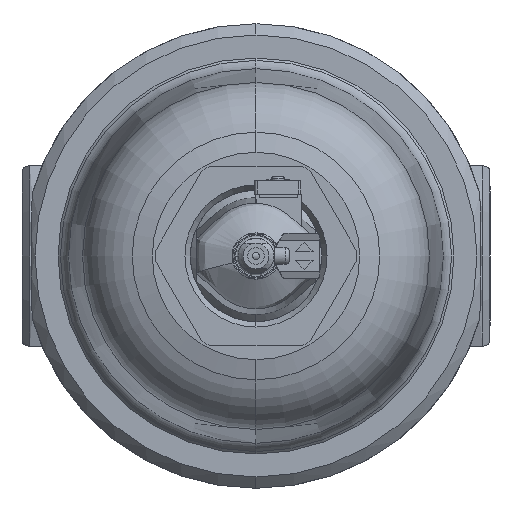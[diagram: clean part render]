
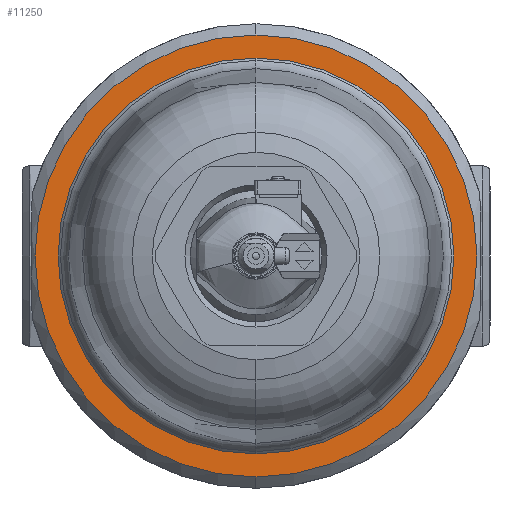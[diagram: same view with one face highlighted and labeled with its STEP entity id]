
A CAD part, front view. The second image highlights one B-rep face of the part: STEP entity #11250.
In plain terms, the highlighted planar face has unit normal (0, -1, 0).
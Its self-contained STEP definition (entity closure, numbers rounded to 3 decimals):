
#307 = VERTEX_POINT ( 'NONE', #6804 ) ;
#319 = CIRCLE ( 'NONE', #8975, 98.6 ) ;
#539 = CARTESIAN_POINT ( 'NONE',  ( 0., -88., 88.315 ) ) ;
#784 = AXIS2_PLACEMENT_3D ( 'NONE', #3302, #12803, #9734 ) ;
#1632 = AXIS2_PLACEMENT_3D ( 'NONE', #6142, #3033, #10275 ) ;
#2149 = VERTEX_POINT ( 'NONE', #539 ) ;
#2206 = CARTESIAN_POINT ( 'NONE',  ( 0., -88., 98.6 ) ) ;
#2234 = PLANE ( 'NONE',  #784 ) ;
#2427 = DIRECTION ( 'NONE',  ( 0., 0., -1. ) ) ;
#3033 = DIRECTION ( 'NONE',  ( 0., -1., 0. ) ) ;
#3302 = CARTESIAN_POINT ( 'NONE',  ( 0., -88., 0. ) ) ;
#3467 = EDGE_CURVE ( 'NONE', #307, #10400, #319, .T. ) ;
#3552 = CARTESIAN_POINT ( 'NONE',  ( 0., -88., -88.315 ) ) ;
#3630 = AXIS2_PLACEMENT_3D ( 'NONE', #7128, #11248, #6235 ) ;
#3683 = ORIENTED_EDGE ( 'NONE', *, *, #8416, .T. ) ;
#3761 = DIRECTION ( 'NONE',  ( 0., -1., 0. ) ) ;
#4179 = CIRCLE ( 'NONE', #7015, 98.6 ) ;
#4240 = EDGE_LOOP ( 'NONE', ( #12153, #3683 ) ) ;
#4876 = EDGE_CURVE ( 'NONE', #2149, #5363, #10768, .T. ) ;
#5363 = VERTEX_POINT ( 'NONE', #3552 ) ;
#5611 = DIRECTION ( 'NONE',  ( 0., 0., -1. ) ) ;
#5750 = DIRECTION ( 'NONE',  ( 0., -1., 0. ) ) ;
#5803 = CARTESIAN_POINT ( 'NONE',  ( 0., -88., 0. ) ) ;
#6142 = CARTESIAN_POINT ( 'NONE',  ( 0., -88., 0. ) ) ;
#6235 = DIRECTION ( 'NONE',  ( 0., 0., -1. ) ) ;
#6804 = CARTESIAN_POINT ( 'NONE',  ( 0., -88., -98.6 ) ) ;
#7015 = AXIS2_PLACEMENT_3D ( 'NONE', #5803, #3761, #2427 ) ;
#7128 = CARTESIAN_POINT ( 'NONE',  ( 0., -88., 0. ) ) ;
#7455 = CIRCLE ( 'NONE', #1632, 88.315 ) ;
#8416 = EDGE_CURVE ( 'NONE', #10400, #307, #4179, .T. ) ;
#8975 = AXIS2_PLACEMENT_3D ( 'NONE', #11856, #5750, #5611 ) ;
#9734 = DIRECTION ( 'NONE',  ( 0., 0., 1. ) ) ;
#9963 = ORIENTED_EDGE ( 'NONE', *, *, #4876, .F. ) ;
#10275 = DIRECTION ( 'NONE',  ( 0., 0., -1. ) ) ;
#10400 = VERTEX_POINT ( 'NONE', #2206 ) ;
#10687 = FACE_OUTER_BOUND ( 'NONE', #4240, .T. ) ;
#10768 = CIRCLE ( 'NONE', #3630, 88.315 ) ;
#10786 = EDGE_LOOP ( 'NONE', ( #11520, #9963 ) ) ;
#11248 = DIRECTION ( 'NONE',  ( 0., -1., 0. ) ) ;
#11250 = ADVANCED_FACE ( 'NONE', ( #12672, #10687 ), #2234, .F. ) ;
#11520 = ORIENTED_EDGE ( 'NONE', *, *, #11653, .F. ) ;
#11653 = EDGE_CURVE ( 'NONE', #5363, #2149, #7455, .T. ) ;
#11856 = CARTESIAN_POINT ( 'NONE',  ( 0., -88., 0. ) ) ;
#12153 = ORIENTED_EDGE ( 'NONE', *, *, #3467, .T. ) ;
#12672 = FACE_BOUND ( 'NONE', #10786, .T. ) ;
#12803 = DIRECTION ( 'NONE',  ( 0., 1., 0. ) ) ;
